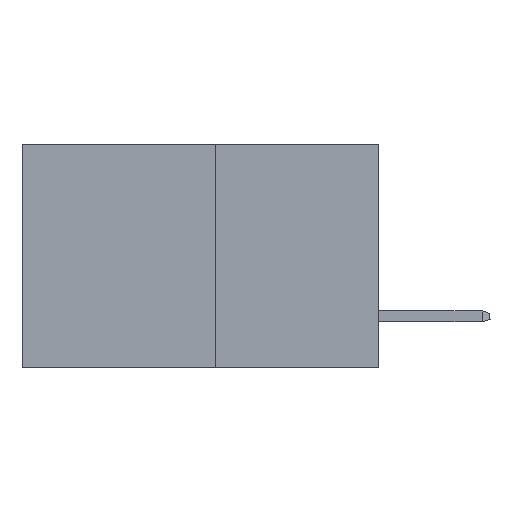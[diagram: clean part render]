
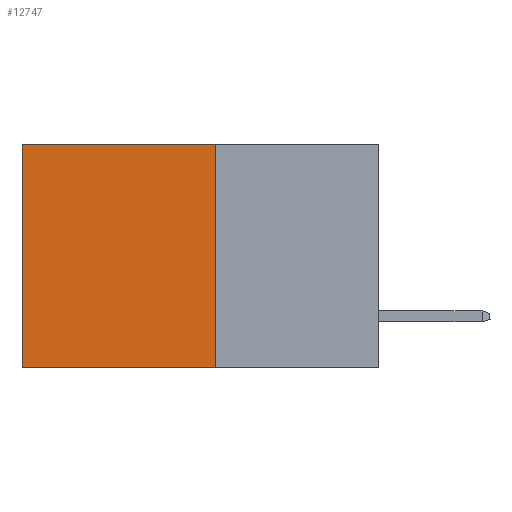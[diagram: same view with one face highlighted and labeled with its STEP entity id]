
A CAD part, left-side view. The second image highlights one B-rep face of the part: STEP entity #12747.
In plain terms, the highlighted planar face has unit normal (-1, 0, 0).
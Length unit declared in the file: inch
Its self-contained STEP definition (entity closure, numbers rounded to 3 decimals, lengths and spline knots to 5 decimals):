
#143 = CARTESIAN_POINT ( 'NONE',  ( 0.277, 0.27, -0.37 ) ) ;
#196 = VERTEX_POINT ( 'NONE', #4936 ) ;
#977 = EDGE_CURVE ( 'NONE', #1733, #23337, #22952, .T. ) ;
#1733 = VERTEX_POINT ( 'NONE', #5626 ) ;
#2353 = VECTOR ( 'NONE', #14697, 39.37008 ) ;
#3512 = CARTESIAN_POINT ( 'NONE',  ( 0.277, 0.27, 0. ) ) ;
#4415 = LINE ( 'NONE', #3512, #13392 ) ;
#4886 = DIRECTION ( 'NONE',  ( 0., 1., 0. ) ) ;
#4936 = CARTESIAN_POINT ( 'NONE',  ( 0.277, 0.59, 0. ) ) ;
#5626 = CARTESIAN_POINT ( 'NONE',  ( 0.277, 0.27, -0.37 ) ) ;
#6439 = PLANE ( 'NONE',  #18770 ) ;
#6682 = EDGE_CURVE ( 'NONE', #18162, #196, #4415, .T. ) ;
#8384 = CARTESIAN_POINT ( 'NONE',  ( 0.277, 0.27, -0.37 ) ) ;
#8405 = DIRECTION ( 'NONE',  ( 0., 0., -1. ) ) ;
#8957 = VECTOR ( 'NONE', #15421, 39.37008 ) ;
#8980 = CARTESIAN_POINT ( 'NONE',  ( 0.277, 0.59, -0.37 ) ) ;
#10479 = EDGE_LOOP ( 'NONE', ( #17962, #13451, #16767, #24011 ) ) ;
#11242 = CARTESIAN_POINT ( 'NONE',  ( 0.277, 0.59, -0.37 ) ) ;
#11980 = VECTOR ( 'NONE', #19218, 39.37008 ) ;
#12170 = CARTESIAN_POINT ( 'NONE',  ( 0.277, 0.27, -0.37 ) ) ;
#12349 = FACE_OUTER_BOUND ( 'NONE', #10479, .T. ) ;
#12747 = ADVANCED_FACE ( 'NONE', ( #12349 ), #6439, .F. ) ;
#13392 = VECTOR ( 'NONE', #4886, 39.37008 ) ;
#13451 = ORIENTED_EDGE ( 'NONE', *, *, #977, .F. ) ;
#14697 = DIRECTION ( 'NONE',  ( 0., 0., -1. ) ) ;
#15421 = DIRECTION ( 'NONE',  ( 0., 1., 0. ) ) ;
#16767 = ORIENTED_EDGE ( 'NONE', *, *, #18132, .F. ) ;
#17556 = LINE ( 'NONE', #8980, #2353 ) ;
#17962 = ORIENTED_EDGE ( 'NONE', *, *, #18501, .T. ) ;
#18132 = EDGE_CURVE ( 'NONE', #18162, #1733, #21500, .T. ) ;
#18162 = VERTEX_POINT ( 'NONE', #21150 ) ;
#18501 = EDGE_CURVE ( 'NONE', #196, #23337, #17556, .T. ) ;
#18770 = AXIS2_PLACEMENT_3D ( 'NONE', #12170, #19789, #8405 ) ;
#19218 = DIRECTION ( 'NONE',  ( 0., 0., -1. ) ) ;
#19789 = DIRECTION ( 'NONE',  ( 1., 0., 0. ) ) ;
#21150 = CARTESIAN_POINT ( 'NONE',  ( 0.277, 0.27, 0. ) ) ;
#21500 = LINE ( 'NONE', #143, #11980 ) ;
#22952 = LINE ( 'NONE', #8384, #8957 ) ;
#23337 = VERTEX_POINT ( 'NONE', #11242 ) ;
#24011 = ORIENTED_EDGE ( 'NONE', *, *, #6682, .T. ) ;
